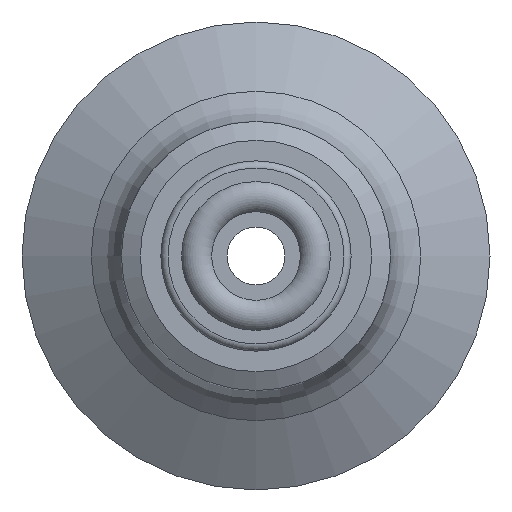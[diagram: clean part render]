
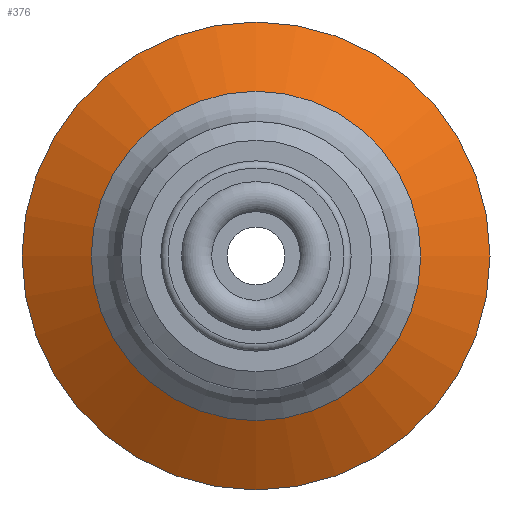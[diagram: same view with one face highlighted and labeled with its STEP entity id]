
A CAD part, left-side view. The second image highlights one B-rep face of the part: STEP entity #376.
In plain terms, the highlighted conical face has half-angle 60 degrees and reference radius 9.689 mm.
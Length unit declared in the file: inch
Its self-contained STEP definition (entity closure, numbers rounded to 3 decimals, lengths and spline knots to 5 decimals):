
#21=CONICAL_SURFACE('',#428,0.38145,60.);
#94=FACE_BOUND('',#165,.T.);
#121=FACE_OUTER_BOUND('',#164,.T.);
#164=EDGE_LOOP('',(#336));
#165=EDGE_LOOP('',(#337));
#195=CIRCLE('',#425,0.341);
#197=CIRCLE('',#429,0.4844);
#227=VERTEX_POINT('',#642);
#229=VERTEX_POINT('',#648);
#265=EDGE_CURVE('',#227,#227,#195,.T.);
#267=EDGE_CURVE('',#229,#229,#197,.T.);
#336=ORIENTED_EDGE('',*,*,#267,.F.);
#337=ORIENTED_EDGE('',*,*,#265,.F.);
#376=ADVANCED_FACE('',(#121,#94),#21,.T.);
#425=AXIS2_PLACEMENT_3D('',#643,#530,#531);
#428=AXIS2_PLACEMENT_3D('',#647,#536,#537);
#429=AXIS2_PLACEMENT_3D('',#649,#538,#539);
#530=DIRECTION('center_axis',(-1.,0.,0.));
#531=DIRECTION('ref_axis',(0.,1.,0.));
#536=DIRECTION('center_axis',(1.,0.,0.));
#537=DIRECTION('ref_axis',(0.,-1.,0.));
#538=DIRECTION('center_axis',(1.,0.,0.));
#539=DIRECTION('ref_axis',(0.,-1.,0.));
#642=CARTESIAN_POINT('',(-0.29392,-0.341,0.));
#643=CARTESIAN_POINT('Origin',(-0.29392,0.,
0.));
#647=CARTESIAN_POINT('Origin',(-0.27056,0.,0.));
#648=CARTESIAN_POINT('',(-0.21112,-0.4844,0.));
#649=CARTESIAN_POINT('Origin',(-0.21112,0.,0.));
